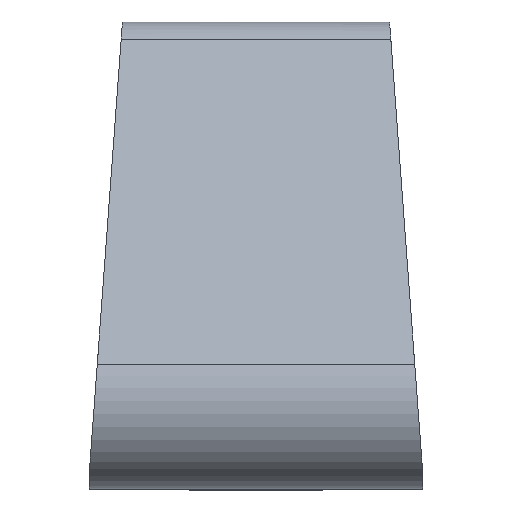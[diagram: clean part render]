
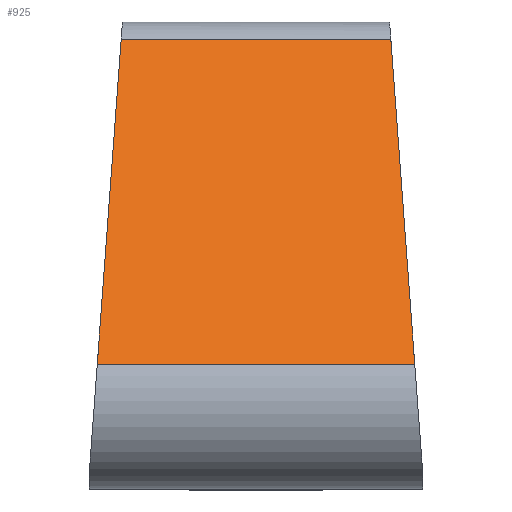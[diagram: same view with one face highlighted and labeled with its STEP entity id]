
A CAD part, top view. The second image highlights one B-rep face of the part: STEP entity #925.
In plain terms, the highlighted planar face has unit normal (0, 0.559, 0.829).
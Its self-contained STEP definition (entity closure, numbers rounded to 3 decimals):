
#174=ORIENTED_EDGE('',*,*,#433,.T.);
#175=ORIENTED_EDGE('',*,*,#434,.F.);
#176=ORIENTED_EDGE('',*,*,#402,.T.);
#177=ORIENTED_EDGE('',*,*,#408,.T.);
#402=EDGE_CURVE('',#538,#539,#627,.T.);
#408=EDGE_CURVE('',#539,#543,#628,.T.);
#433=EDGE_CURVE('',#543,#562,#635,.T.);
#434=EDGE_CURVE('',#538,#562,#636,.T.);
#538=VERTEX_POINT('',#1361);
#539=VERTEX_POINT('',#1362);
#543=VERTEX_POINT('',#1377);
#562=VERTEX_POINT('',#1558);
#627=LINE('',#1360,#718);
#628=LINE('',#1378,#719);
#635=LINE('',#1559,#726);
#636=LINE('',#1561,#727);
#718=VECTOR('',#1104,1000.);
#719=VECTOR('',#1115,1000.);
#726=VECTOR('',#1140,1000.);
#727=VECTOR('',#1143,1000.);
#795=EDGE_LOOP('',(#174,#175,#176,#177));
#845=FACE_BOUND('',#795,.T.);
#887=PLANE('',#1003);
#925=ADVANCED_FACE('',(#845),#887,.T.);
#1003=AXIS2_PLACEMENT_3D('',#1560,#1141,#1142);
#1104=DIRECTION('',(1.,0.,0.));
#1115=DIRECTION('',(-0.061,0.828,-0.558));
#1140=DIRECTION('',(-1.,0.,0.));
#1141=DIRECTION('',(0.,0.559,0.829));
#1142=DIRECTION('',(1.,0.,0.));
#1143=DIRECTION('',(0.061,0.828,-0.558));
#1360=CARTESIAN_POINT('',(-1.189,0.936,4.397));
#1361=CARTESIAN_POINT('',(-1.189,0.936,4.397));
#1362=CARTESIAN_POINT('',(1.189,0.936,4.397));
#1377=CARTESIAN_POINT('',(1.01,3.368,2.757));
#1378=CARTESIAN_POINT('',(1.189,0.936,4.397));
#1558=CARTESIAN_POINT('',(-1.01,3.368,2.757));
#1559=CARTESIAN_POINT('',(1.01,3.368,2.757));
#1560=CARTESIAN_POINT('',(0.,2.152,3.577));
#1561=CARTESIAN_POINT('',(-1.189,0.936,4.397));
